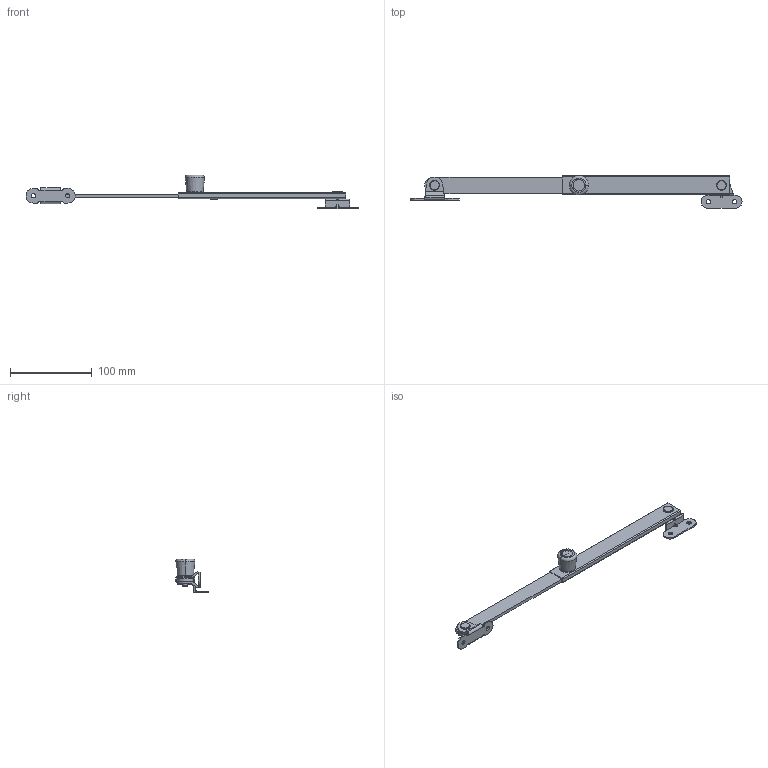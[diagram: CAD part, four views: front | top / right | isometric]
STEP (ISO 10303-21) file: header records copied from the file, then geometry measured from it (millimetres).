
FILE_DESCRIPTION (( 'STEP AP203' ), '1' );
FILE_NAME ('sone3D.STEP', '2013-07-26T07:56:19', ( '' ), ( '' ), 'SwSTEP 2.0', 'SolidWorks 2012', '' );
FILE_SCHEMA (( 'CONFIG_CONTROL_DESIGN' ));
Length unit declared in the file: millimetre
Products named in the file (11): sone3D; B-1469僩僢僾僔乕儖_B-1469僩僢僾僔乕儖_; B-1469偮傑傒_B-1469偮傑傒_; B-1469固定筒_B-1469固定筒_; B-1469ストッパー; B-1469僺儞_B-1469僺儞B; B-1469僺儞_B-1469僺儞A; B-1469ブラケットB; B-1469ブラケットA; B-1469僗僥乕_B-1469-1僗僥乕_; B-1469僗儔僀僪働乕僗_B-1469-1僗儔僀僪働乕僗_
Assembly tree (10 placements, depth 2):
  sone3D
    B-1469僗儔僀僪働乕僗_B-1469-1僗儔僀僪働乕僗_
    B-1469僗僥乕_B-1469-1僗僥乕_
    B-1469ブラケットA
    B-1469ブラケットB
    B-1469僺儞_B-1469僺儞A
    B-1469僺儞_B-1469僺儞B
    B-1469ストッパー
    B-1469固定筒_B-1469固定筒_
    B-1469偮傑傒_B-1469偮傑傒_
    B-1469僩僢僾僔乕儖_B-1469僩僢僾僔乕儖_
Bounding box: 405 x 39.68 x 41.2 mm (x, y, z)
Volume: 41817.4 mm3; surface area: 42594 mm2
Topology: 10 solids, 10 shells, 266 faces, 670 edges, 436 vertices
Faces by surface type: cylinder 122, plane 118, cone 14, torus 12
Entity records: 9317 total; most frequent: CARTESIAN_POINT 1545, DIRECTION 1458, ORIENTED_EDGE 1332, EDGE_CURVE 666, AXIS2_PLACEMENT_3D 549, VERTEX_POINT 436, VECTOR 360, LINE 360
